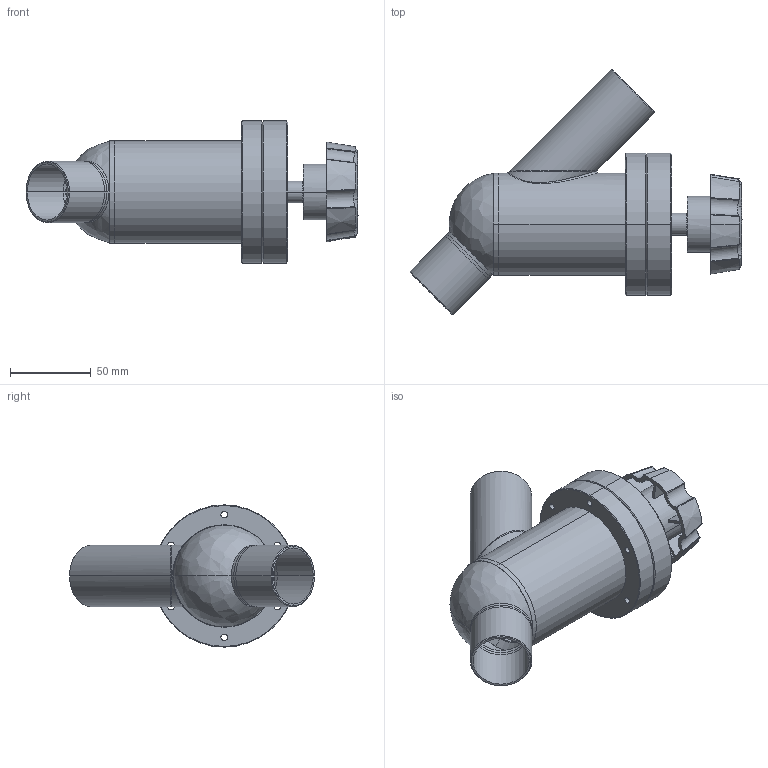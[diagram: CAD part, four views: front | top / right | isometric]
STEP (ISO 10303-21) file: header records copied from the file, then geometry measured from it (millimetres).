
FILE_DESCRIPTION (( 'STEP AP214' ), '1' );
FILE_NAME ('SVV-150-20_STRAIGHT_THRU_VALVE.STEP', '2020-04-10T07:01:39', ( 'admin' ), ( 'Microsoft' ), 'SwSTEP 2.0', 'SolidWorks 2016', '' );
FILE_SCHEMA (( 'AUTOMOTIVE_DESIGN' ));
Length unit declared in the file: inch
Products named in the file (1): SVV-150-20_STRAIGHT_THRU_VALVE
Bounding box: 206.09 x 152.05 x 88.27 mm (x, y, z)
Volume: 235629.9 mm3; surface area: 130209.1 mm2
Topology: 10 solids, 10 shells, 296 faces, 752 edges, 492 vertices
Faces by surface type: cylinder 128, cone 75, plane 73, bspline 20
Entity records: 11927 total; most frequent: CARTESIAN_POINT 4765, ORIENTED_EDGE 1496, DIRECTION 1414, EDGE_CURVE 748, AXIS2_PLACEMENT_3D 597, VERTEX_POINT 492, EDGE_LOOP 360, CIRCLE 320
